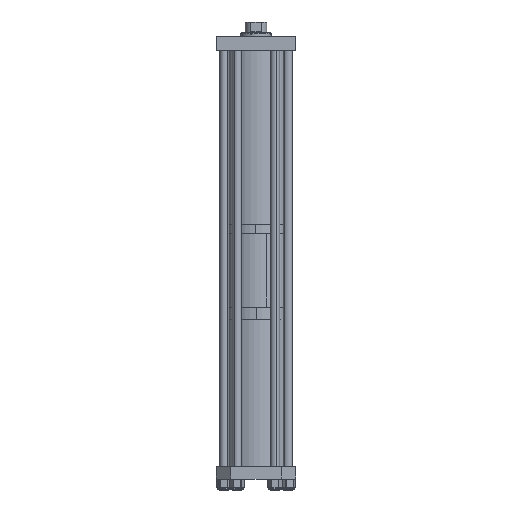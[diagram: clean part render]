
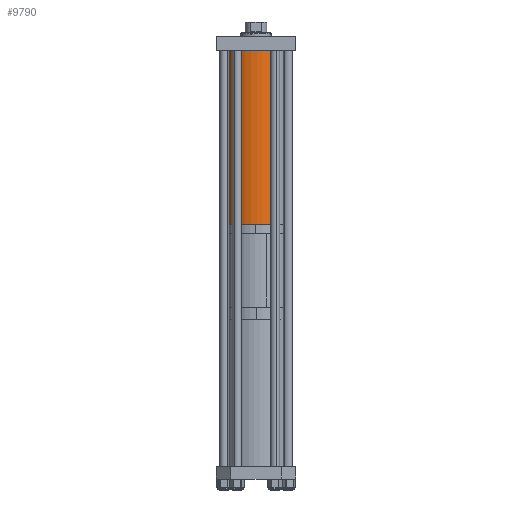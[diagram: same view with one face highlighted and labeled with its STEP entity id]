
A CAD part, left-side view. The second image highlights one B-rep face of the part: STEP entity #9790.
In plain terms, the highlighted cylindrical face has radius 114.3 mm (diameter 228.6 mm), a partial arc.
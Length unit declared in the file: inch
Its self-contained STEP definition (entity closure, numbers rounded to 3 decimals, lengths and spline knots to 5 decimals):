
#305 = AXIS2_PLACEMENT_3D ( 'NONE', #9316, #2292, #10176 ) ;
#939 = EDGE_LOOP ( 'NONE', ( #9925, #1483, #9869, #5990 ) ) ;
#1483 = ORIENTED_EDGE ( 'NONE', *, *, #10725, .T. ) ;
#2222 = EDGE_CURVE ( 'NONE', #6640, #10686, #7511, .T. ) ;
#2224 = VECTOR ( 'NONE', #3367, 39.37008 ) ;
#2292 = DIRECTION ( 'NONE',  ( 0., 0., 1. ) ) ;
#2336 = CARTESIAN_POINT ( 'NONE',  ( -4.5, 0., 23.999 ) ) ;
#2784 = CYLINDRICAL_SURFACE ( 'NONE', #6392, 4.5 ) ;
#2952 = DIRECTION ( 'NONE',  ( 0., 0., -1. ) ) ;
#3367 = DIRECTION ( 'NONE',  ( 0., 0., -1. ) ) ;
#4541 = DIRECTION ( 'NONE',  ( 1., 0., 0. ) ) ;
#4953 = DIRECTION ( 'NONE',  ( 0., 0., -1. ) ) ;
#5136 = FACE_OUTER_BOUND ( 'NONE', #939, .T. ) ;
#5990 = ORIENTED_EDGE ( 'NONE', *, *, #2222, .F. ) ;
#6079 = CIRCLE ( 'NONE', #305, 4.5 ) ;
#6246 = VERTEX_POINT ( 'NONE', #10772 ) ;
#6346 = LINE ( 'NONE', #9428, #2224 ) ;
#6392 = AXIS2_PLACEMENT_3D ( 'NONE', #10933, #2952, #7349 ) ;
#6588 = AXIS2_PLACEMENT_3D ( 'NONE', #9664, #8088, #4541 ) ;
#6640 = VERTEX_POINT ( 'NONE', #8581 ) ;
#6693 = VECTOR ( 'NONE', #4953, 39.37008 ) ;
#7349 = DIRECTION ( 'NONE',  ( -1., 0., 0. ) ) ;
#7511 = LINE ( 'NONE', #2336, #6693 ) ;
#8009 = EDGE_CURVE ( 'NONE', #6246, #6640, #9784, .T. ) ;
#8088 = DIRECTION ( 'NONE',  ( 0., 0., 1. ) ) ;
#8281 = CARTESIAN_POINT ( 'NONE',  ( 4.5, 0., 0. ) ) ;
#8581 = CARTESIAN_POINT ( 'NONE',  ( -4.5, 0., 23.999 ) ) ;
#8955 = VERTEX_POINT ( 'NONE', #8281 ) ;
#9316 = CARTESIAN_POINT ( 'NONE',  ( 0., 0., 0. ) ) ;
#9428 = CARTESIAN_POINT ( 'NONE',  ( 4.5, 0., 23.999 ) ) ;
#9664 = CARTESIAN_POINT ( 'NONE',  ( 0., 0., 23.999 ) ) ;
#9784 = CIRCLE ( 'NONE', #6588, 4.5 ) ;
#9790 = ADVANCED_FACE ( 'NONE', ( #5136 ), #2784, .T. ) ;
#9869 = ORIENTED_EDGE ( 'NONE', *, *, #10667, .T. ) ;
#9925 = ORIENTED_EDGE ( 'NONE', *, *, #8009, .F. ) ;
#10176 = DIRECTION ( 'NONE',  ( 1., 0., 0. ) ) ;
#10252 = CARTESIAN_POINT ( 'NONE',  ( -4.5, 0., 0. ) ) ;
#10667 = EDGE_CURVE ( 'NONE', #8955, #10686, #6079, .T. ) ;
#10686 = VERTEX_POINT ( 'NONE', #10252 ) ;
#10725 = EDGE_CURVE ( 'NONE', #6246, #8955, #6346, .T. ) ;
#10772 = CARTESIAN_POINT ( 'NONE',  ( 4.5, 0., 23.999 ) ) ;
#10933 = CARTESIAN_POINT ( 'NONE',  ( 0., 0., 23.999 ) ) ;
